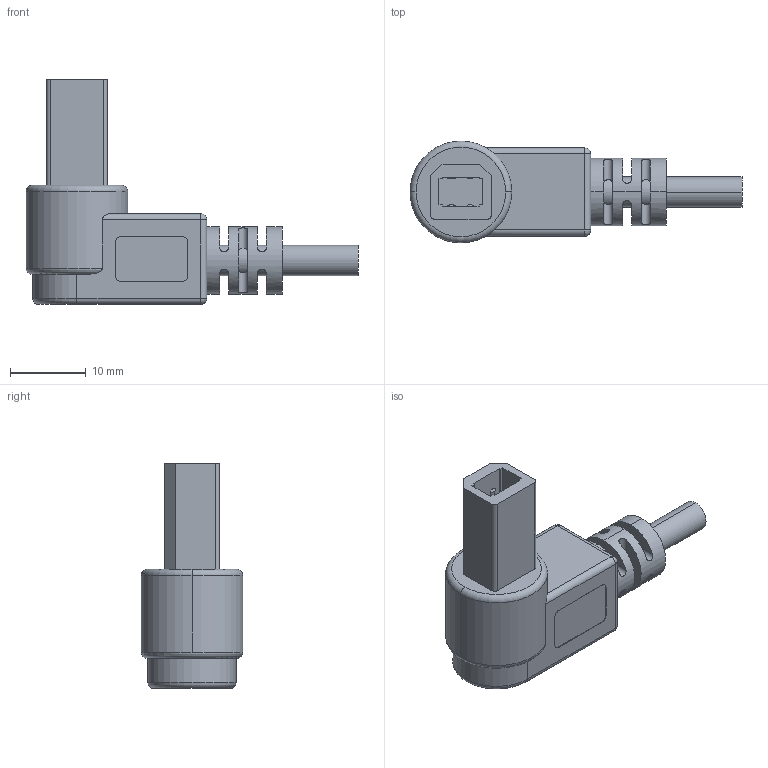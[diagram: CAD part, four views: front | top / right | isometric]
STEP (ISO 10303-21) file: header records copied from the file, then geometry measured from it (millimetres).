
FILE_DESCRIPTION (( 'STEP AP203' ), '1' );
FILE_NAME ('USB - Type B - Male - 90°.STEP', '2018-04-20T08:38:19', ( 'MEF1984' ), ( '' ), 'SwSTEP 2.0', 'SolidWorks 2017', '' );
FILE_SCHEMA (( 'CONFIG_CONTROL_DESIGN' ));
Length unit declared in the file: millimetre
Products named in the file (1): USB - Type B - Male - 90°
Bounding box: 43.9 x 13.45 x 29.75 mm (x, y, z)
Volume: 4922 mm3; surface area: 2888.6 mm2
Topology: 2 solids, 2 shells, 125 faces, 327 edges, 210 vertices
Faces by surface type: plane 59, cylinder 52, bspline 6, torus 4, sphere 4
Entity records: 4570 total; most frequent: CARTESIAN_POINT 1439, ORIENTED_EDGE 646, DIRECTION 631, EDGE_CURVE 323, AXIS2_PLACEMENT_3D 226, VERTEX_POINT 210, VECTOR 179, LINE 179
